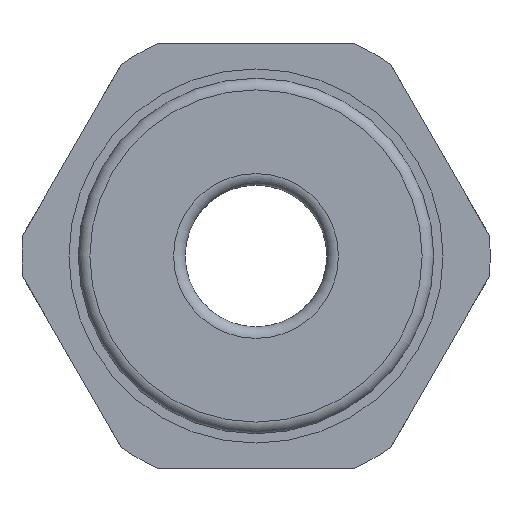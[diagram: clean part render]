
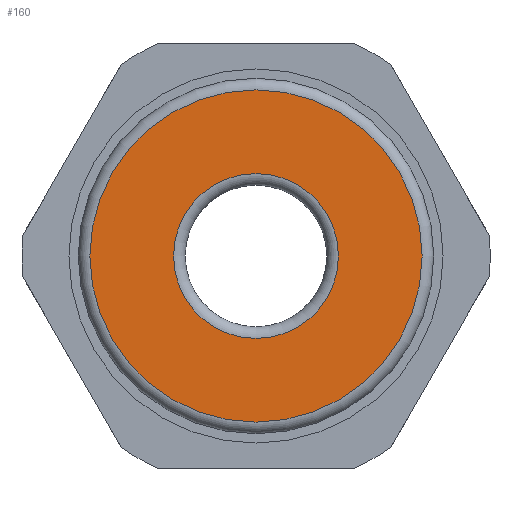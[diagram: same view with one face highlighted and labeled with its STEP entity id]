
A CAD part, left-side view. The second image highlights one B-rep face of the part: STEP entity #160.
In plain terms, the highlighted planar face has unit normal (-1, 0, 0).
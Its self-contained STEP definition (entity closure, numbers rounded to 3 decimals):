
#160 = ADVANCED_FACE( '', ( #364, #365 ), #366, .T. );
#364 = FACE_BOUND( '', #613, .T. );
#365 = FACE_OUTER_BOUND( '', #614, .T. );
#366 = PLANE( '', #615 );
#613 = EDGE_LOOP( '', ( #1038 ) );
#614 = EDGE_LOOP( '', ( #1039 ) );
#615 = AXIS2_PLACEMENT_3D( '', #1040, #1041, #1042 );
#1038 = ORIENTED_EDGE( '', *, *, #1494, .T. );
#1039 = ORIENTED_EDGE( '', *, *, #1473, .F. );
#1040 = CARTESIAN_POINT( '', ( 0., 16.425, 0. ) );
#1041 = DIRECTION( '', ( -1., 0., 0. ) );
#1042 = DIRECTION( '', ( 0., 0., 1. ) );
#1473 = EDGE_CURVE( '', #1778, #1778, #1779, .T. );
#1494 = EDGE_CURVE( '', #1812, #1812, #1813, .T. );
#1778 = VERTEX_POINT( '', #2216 );
#1779 = CIRCLE( '', #2217, 16.425 );
#1812 = VERTEX_POINT( '', #2258 );
#1813 = CIRCLE( '', #2259, 8.15 );
#2216 = CARTESIAN_POINT( '', ( 0., 0., -16.425 ) );
#2217 = AXIS2_PLACEMENT_3D( '', #2676, #2677, #2678 );
#2258 = CARTESIAN_POINT( '', ( 0., 0., -8.15 ) );
#2259 = AXIS2_PLACEMENT_3D( '', #2708, #2709, #2710 );
#2676 = CARTESIAN_POINT( '', ( 0., 0., 0. ) );
#2677 = DIRECTION( '', ( 1., 0., 0. ) );
#2678 = DIRECTION( '', ( 0., 0., -1. ) );
#2708 = CARTESIAN_POINT( '', ( 0., 0., 0. ) );
#2709 = DIRECTION( '', ( 1., 0., 0. ) );
#2710 = DIRECTION( '', ( 0., 0., -1. ) );
